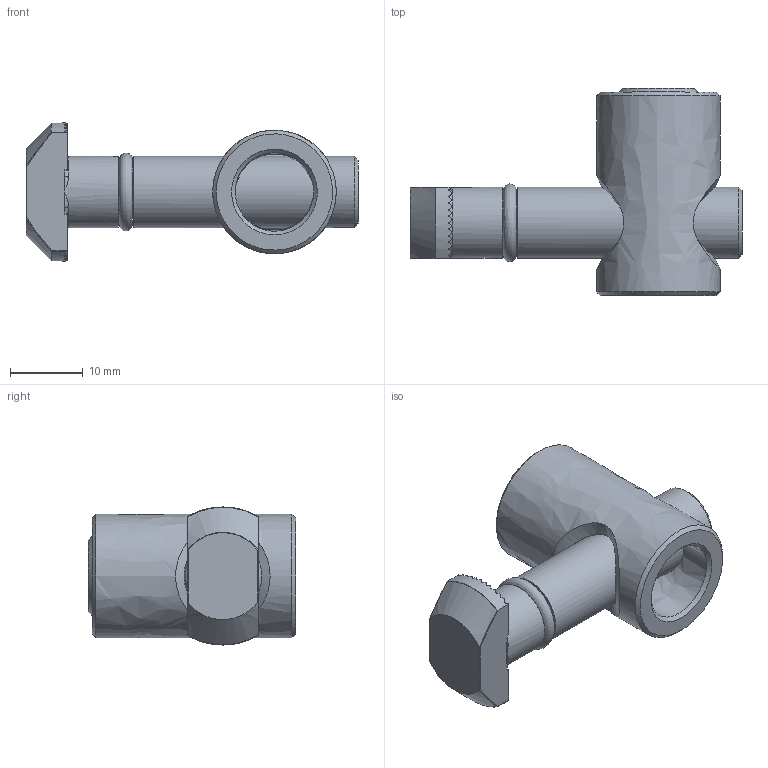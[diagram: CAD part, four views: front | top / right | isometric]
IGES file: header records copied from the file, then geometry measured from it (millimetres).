
Global section: file name: 311690; native system: Autodesk Inventor 2021; preprocessor: unknown; author: Navara; date: 20220805.131012; units: millimetre
Bounding box: 45.7 x 28.5 x 19 mm (x, y, z)
Volume: 8247.2 mm3; surface area: 5377 mm2
Topology: 4 solids, 4 shells, 221 faces, 603 edges, 381 vertices
Faces by surface type: bspline 221
